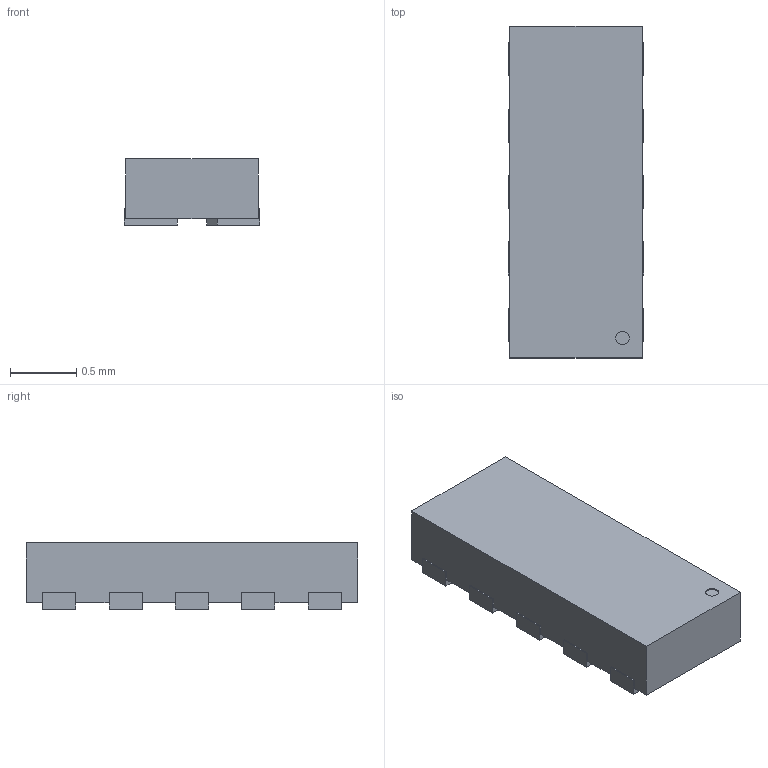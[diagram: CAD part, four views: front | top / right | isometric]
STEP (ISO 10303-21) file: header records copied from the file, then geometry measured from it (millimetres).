
FILE_DESCRIPTION(('HOOPS Exchange Step'),'2;1');
FILE_NAME('export-20EDF753-2643-49AF-B4F3-C0E9D6F0AC2A.stp','2023-02-26T18:34:37+16:00',('Daxxn'),('Alibre'),'HOOPS Exchange 2022.0','Alibre','Unknown authorisation');
FILE_SCHEMA( ('AP242_MANAGED_MODEL_BASED_3D_ENGINEERING_MIM_LF {1 0 10303 442 1 1 4 }') );
Length unit declared in the file: centimetre
Products named in the file (1): DFN2510A-10
Bounding box: 1.02 x 2.5 x 0.5 mm (x, y, z)
Volume: 1.2 mm3; surface area: 8.9 mm2
Topology: 1 solids, 1 shells, 69 faces, 200 edges, 134 vertices
Faces by surface type: plane 68, cylinder 1
Full cylindrical faces by diameter (mm): 0.1 x1
Entity records: 2277 total; most frequent: CARTESIAN_POINT 405, ORIENTED_EDGE 400, DIRECTION 346, EDGE_CURVE 200, VECTOR 196, LINE 196, VERTEX_POINT 134, AXIS2_PLACEMENT_3D 75
